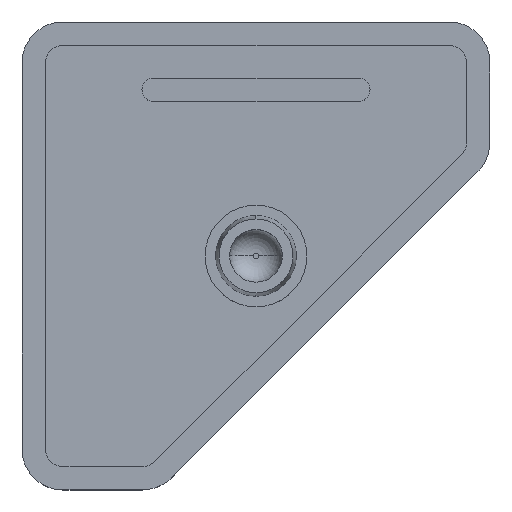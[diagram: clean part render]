
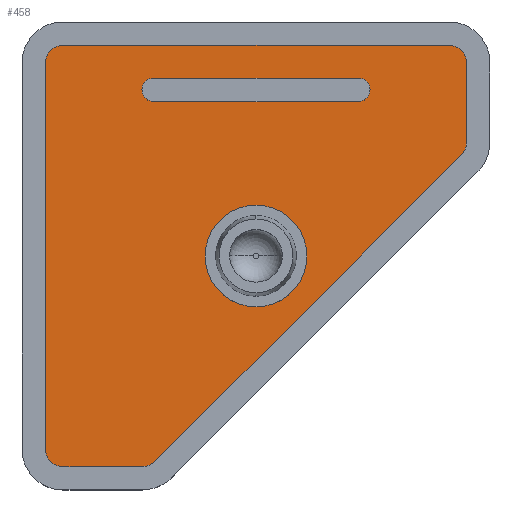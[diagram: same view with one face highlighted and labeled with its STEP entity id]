
A CAD part, top view. The second image highlights one B-rep face of the part: STEP entity #458.
In plain terms, the highlighted planar face has unit normal (0, 0, 1).
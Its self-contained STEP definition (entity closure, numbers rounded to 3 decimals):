
#24 = DIRECTION ( 'NONE',  ( 1., 0., 0. ) ) ;
#43 = EDGE_CURVE ( 'NONE', #574, #580, #306, .T. ) ;
#46 = DIRECTION ( 'NONE',  ( 0., 1., 0. ) ) ;
#68 = DIRECTION ( 'NONE',  ( 1., 0., 0. ) ) ;
#76 = LINE ( 'NONE', #1316, #1669 ) ;
#79 = VECTOR ( 'NONE', #1525, 1000. ) ;
#97 = CARTESIAN_POINT ( 'NONE',  ( -9.71, -16.5, -2. ) ) ;
#107 = CARTESIAN_POINT ( 'NONE',  ( 16.5, 18., -2. ) ) ;
#112 = VERTEX_POINT ( 'NONE', #1250 ) ;
#185 = ORIENTED_EDGE ( 'NONE', *, *, #491, .T. ) ;
#202 = EDGE_CURVE ( 'NONE', #1071, #1104, #615, .T. ) ;
#219 = DIRECTION ( 'NONE',  ( -1., 0., 0. ) ) ;
#251 = CARTESIAN_POINT ( 'NONE',  ( -18., 16.5, -2. ) ) ;
#253 = DIRECTION ( 'NONE',  ( -1., 0., 0. ) ) ;
#262 = ORIENTED_EDGE ( 'NONE', *, *, #1215, .T. ) ;
#277 = VERTEX_POINT ( 'NONE', #1463 ) ;
#288 = DIRECTION ( 'NONE',  ( 1., 0., 0. ) ) ;
#295 = EDGE_CURVE ( 'NONE', #467, #1476, #76, .T. ) ;
#306 = CIRCLE ( 'NONE', #1239, 4.35 ) ;
#309 = CARTESIAN_POINT ( 'NONE',  ( -8.649, -17.561, -2. ) ) ;
#314 = VERTEX_POINT ( 'NONE', #1797 ) ;
#315 = FACE_BOUND ( 'NONE', #826, .T. ) ;
#320 = CARTESIAN_POINT ( 'NONE',  ( -9.71, -18., -2. ) ) ;
#345 = EDGE_CURVE ( 'NONE', #628, #431, #1486, .T. ) ;
#354 = AXIS2_PLACEMENT_3D ( 'NONE', #1177, #1053, #1036 ) ;
#378 = VERTEX_POINT ( 'NONE', #1015 ) ;
#406 = ORIENTED_EDGE ( 'NONE', *, *, #202, .T. ) ;
#415 = ORIENTED_EDGE ( 'NONE', *, *, #715, .T. ) ;
#417 = EDGE_CURVE ( 'NONE', #494, #1071, #1295, .T. ) ;
#418 = AXIS2_PLACEMENT_3D ( 'NONE', #97, #1811, #944 ) ;
#431 = VERTEX_POINT ( 'NONE', #441 ) ;
#441 = CARTESIAN_POINT ( 'NONE',  ( -18., -16.5, -2. ) ) ;
#449 = CARTESIAN_POINT ( 'NONE',  ( 8.75, 13.2, -2. ) ) ;
#458 = ADVANCED_FACE ( 'NONE', ( #315, #1538, #1276 ), #1411, .T. ) ;
#467 = VERTEX_POINT ( 'NONE', #449 ) ;
#491 = EDGE_CURVE ( 'NONE', #1611, #112, #726, .T. ) ;
#494 = VERTEX_POINT ( 'NONE', #1656 ) ;
#495 = DIRECTION ( 'NONE',  ( 1., 0., 0. ) ) ;
#502 = ORIENTED_EDGE ( 'NONE', *, *, #295, .T. ) ;
#504 = CARTESIAN_POINT ( 'NONE',  ( 18., 9.71, -2. ) ) ;
#523 = AXIS2_PLACEMENT_3D ( 'NONE', #660, #678, #253 ) ;
#552 = LINE ( 'NONE', #684, #79 ) ;
#573 = CARTESIAN_POINT ( 'NONE',  ( 0., 4.35, -2. ) ) ;
#574 = VERTEX_POINT ( 'NONE', #1235 ) ;
#580 = VERTEX_POINT ( 'NONE', #573 ) ;
#594 = EDGE_LOOP ( 'NONE', ( #415, #740, #1747, #502, #901 ) ) ;
#595 = VECTOR ( 'NONE', #1496, 1000. ) ;
#609 = CARTESIAN_POINT ( 'NONE',  ( 8.75, 14.2, -2. ) ) ;
#615 = CIRCLE ( 'NONE', #418, 1.5 ) ;
#616 = EDGE_CURVE ( 'NONE', #1104, #277, #552, .T. ) ;
#628 = VERTEX_POINT ( 'NONE', #251 ) ;
#633 = CARTESIAN_POINT ( 'NONE',  ( -8.75, 14.2, -2. ) ) ;
#639 = DIRECTION ( 'NONE',  ( 0., -1., 0. ) ) ;
#643 = LINE ( 'NONE', #504, #1570 ) ;
#660 = CARTESIAN_POINT ( 'NONE',  ( -16.5, -16.5, -2. ) ) ;
#667 = DIRECTION ( 'NONE',  ( 0., 0., 1. ) ) ;
#678 = DIRECTION ( 'NONE',  ( 0., 0., 1. ) ) ;
#684 = CARTESIAN_POINT ( 'NONE',  ( -8.649, -17.561, -2. ) ) ;
#689 = CARTESIAN_POINT ( 'NONE',  ( 8.75, 14.2, -2. ) ) ;
#694 = CARTESIAN_POINT ( 'NONE',  ( 16.5, 16.5, -2. ) ) ;
#715 = EDGE_CURVE ( 'NONE', #1279, #314, #1778, .T. ) ;
#725 = ORIENTED_EDGE ( 'NONE', *, *, #417, .T. ) ;
#726 = CIRCLE ( 'NONE', #1754, 1.5 ) ;
#727 = AXIS2_PLACEMENT_3D ( 'NONE', #689, #1633, #812 ) ;
#740 = ORIENTED_EDGE ( 'NONE', *, *, #1673, .T. ) ;
#743 = ORIENTED_EDGE ( 'NONE', *, *, #1653, .T. ) ;
#766 = DIRECTION ( 'NONE',  ( 0., 0., -1. ) ) ;
#789 = ORIENTED_EDGE ( 'NONE', *, *, #1741, .T. ) ;
#800 = CARTESIAN_POINT ( 'NONE',  ( -18., 16.5, -2. ) ) ;
#812 = DIRECTION ( 'NONE',  ( 1., 0., 0. ) ) ;
#814 = AXIS2_PLACEMENT_3D ( 'NONE', #1429, #1144, #288 ) ;
#818 = EDGE_CURVE ( 'NONE', #580, #574, #1769, .T. ) ;
#826 = EDGE_LOOP ( 'NONE', ( #987, #1243 ) ) ;
#856 = EDGE_CURVE ( 'NONE', #277, #378, #1296, .T. ) ;
#901 = ORIENTED_EDGE ( 'NONE', *, *, #1696, .T. ) ;
#921 = DIRECTION ( 'NONE',  ( -1., 0., 0. ) ) ;
#928 = CARTESIAN_POINT ( 'NONE',  ( 0., 0., -2. ) ) ;
#934 = CIRCLE ( 'NONE', #1821, 1. ) ;
#938 = VECTOR ( 'NONE', #1790, 1000. ) ;
#944 = DIRECTION ( 'NONE',  ( -1., 0., 0. ) ) ;
#959 = CARTESIAN_POINT ( 'NONE',  ( -3.383, 15.2, -2. ) ) ;
#987 = ORIENTED_EDGE ( 'NONE', *, *, #43, .T. ) ;
#989 = CARTESIAN_POINT ( 'NONE',  ( -16.5, -18., -2. ) ) ;
#1015 = CARTESIAN_POINT ( 'NONE',  ( 18., 9.71, -2. ) ) ;
#1025 = EDGE_CURVE ( 'NONE', #112, #1569, #1361, .T. ) ;
#1036 = DIRECTION ( 'NONE',  ( -1., 0., 0. ) ) ;
#1053 = DIRECTION ( 'NONE',  ( 0., 0., 1. ) ) ;
#1064 = AXIS2_PLACEMENT_3D ( 'NONE', #1179, #1205, #639 ) ;
#1071 = VERTEX_POINT ( 'NONE', #320 ) ;
#1080 = CARTESIAN_POINT ( 'NONE',  ( 16.5, 9.71, -2. ) ) ;
#1098 = CARTESIAN_POINT ( 'NONE',  ( -8.75, 13.2, -2. ) ) ;
#1104 = VERTEX_POINT ( 'NONE', #309 ) ;
#1144 = DIRECTION ( 'NONE',  ( 0., 0., 1. ) ) ;
#1166 = CIRCLE ( 'NONE', #727, 1. ) ;
#1177 = CARTESIAN_POINT ( 'NONE',  ( -16.5, 16.5, -2. ) ) ;
#1179 = CARTESIAN_POINT ( 'NONE',  ( 0., 0., -2. ) ) ;
#1190 = AXIS2_PLACEMENT_3D ( 'NONE', #633, #1192, #495 ) ;
#1192 = DIRECTION ( 'NONE',  ( 0., 0., -1. ) ) ;
#1205 = DIRECTION ( 'NONE',  ( 0., 0., -1. ) ) ;
#1215 = EDGE_CURVE ( 'NONE', #1569, #628, #1521, .T. ) ;
#1227 = CARTESIAN_POINT ( 'NONE',  ( 9.75, 14.2, -2. ) ) ;
#1235 = CARTESIAN_POINT ( 'NONE',  ( 0., -4.35, -2. ) ) ;
#1239 = AXIS2_PLACEMENT_3D ( 'NONE', #928, #1588, #1745 ) ;
#1243 = ORIENTED_EDGE ( 'NONE', *, *, #818, .T. ) ;
#1250 = CARTESIAN_POINT ( 'NONE',  ( 16.5, 18., -2. ) ) ;
#1276 = FACE_OUTER_BOUND ( 'NONE', #1573, .T. ) ;
#1279 = VERTEX_POINT ( 'NONE', #1456 ) ;
#1295 = LINE ( 'NONE', #989, #1449 ) ;
#1296 = CIRCLE ( 'NONE', #1325, 1.5 ) ;
#1316 = CARTESIAN_POINT ( 'NONE',  ( -3.383, 13.2, -2. ) ) ;
#1325 = AXIS2_PLACEMENT_3D ( 'NONE', #1080, #1610, #921 ) ;
#1357 = DIRECTION ( 'NONE',  ( 0., -1., 0. ) ) ;
#1361 = LINE ( 'NONE', #107, #938 ) ;
#1405 = CARTESIAN_POINT ( 'NONE',  ( -16.5, 18., -2. ) ) ;
#1411 = PLANE ( 'NONE',  #814 ) ;
#1425 = CIRCLE ( 'NONE', #523, 1.5 ) ;
#1429 = CARTESIAN_POINT ( 'NONE',  ( -3.383, 3.383, -2. ) ) ;
#1436 = EDGE_CURVE ( 'NONE', #1813, #467, #1166, .T. ) ;
#1440 = ORIENTED_EDGE ( 'NONE', *, *, #1025, .T. ) ;
#1449 = VECTOR ( 'NONE', #24, 1000. ) ;
#1454 = CARTESIAN_POINT ( 'NONE',  ( 18., 16.5, -2. ) ) ;
#1456 = CARTESIAN_POINT ( 'NONE',  ( -8.75, 15.2, -2. ) ) ;
#1463 = CARTESIAN_POINT ( 'NONE',  ( 17.561, 8.649, -2. ) ) ;
#1476 = VERTEX_POINT ( 'NONE', #1098 ) ;
#1478 = CIRCLE ( 'NONE', #1190, 1. ) ;
#1486 = LINE ( 'NONE', #800, #1832 ) ;
#1496 = DIRECTION ( 'NONE',  ( 1., 0., 0. ) ) ;
#1521 = CIRCLE ( 'NONE', #354, 1.5 ) ;
#1523 = ORIENTED_EDGE ( 'NONE', *, *, #856, .T. ) ;
#1525 = DIRECTION ( 'NONE',  ( 0.707, 0.707, 0. ) ) ;
#1538 = FACE_BOUND ( 'NONE', #594, .T. ) ;
#1569 = VERTEX_POINT ( 'NONE', #1405 ) ;
#1570 = VECTOR ( 'NONE', #46, 1000. ) ;
#1573 = EDGE_LOOP ( 'NONE', ( #1440, #262, #1615, #789, #725, #406, #1583, #1523, #743, #185 ) ) ;
#1583 = ORIENTED_EDGE ( 'NONE', *, *, #616, .T. ) ;
#1588 = DIRECTION ( 'NONE',  ( 0., 0., -1. ) ) ;
#1610 = DIRECTION ( 'NONE',  ( 0., 0., 1. ) ) ;
#1611 = VERTEX_POINT ( 'NONE', #1454 ) ;
#1615 = ORIENTED_EDGE ( 'NONE', *, *, #345, .T. ) ;
#1633 = DIRECTION ( 'NONE',  ( 0., 0., -1. ) ) ;
#1653 = EDGE_CURVE ( 'NONE', #378, #1611, #643, .T. ) ;
#1656 = CARTESIAN_POINT ( 'NONE',  ( -16.5, -18., -2. ) ) ;
#1669 = VECTOR ( 'NONE', #219, 1000. ) ;
#1673 = EDGE_CURVE ( 'NONE', #314, #1813, #934, .T. ) ;
#1696 = EDGE_CURVE ( 'NONE', #1476, #1279, #1478, .T. ) ;
#1741 = EDGE_CURVE ( 'NONE', #431, #494, #1425, .T. ) ;
#1745 = DIRECTION ( 'NONE',  ( 0., -1., 0. ) ) ;
#1747 = ORIENTED_EDGE ( 'NONE', *, *, #1436, .T. ) ;
#1754 = AXIS2_PLACEMENT_3D ( 'NONE', #694, #667, #1792 ) ;
#1769 = CIRCLE ( 'NONE', #1064, 4.35 ) ;
#1778 = LINE ( 'NONE', #959, #595 ) ;
#1790 = DIRECTION ( 'NONE',  ( -1., 0., 0. ) ) ;
#1792 = DIRECTION ( 'NONE',  ( -1., 0., 0. ) ) ;
#1797 = CARTESIAN_POINT ( 'NONE',  ( 8.75, 15.2, -2. ) ) ;
#1811 = DIRECTION ( 'NONE',  ( 0., 0., 1. ) ) ;
#1813 = VERTEX_POINT ( 'NONE', #1227 ) ;
#1821 = AXIS2_PLACEMENT_3D ( 'NONE', #609, #766, #68 ) ;
#1832 = VECTOR ( 'NONE', #1357, 1000. ) ;
